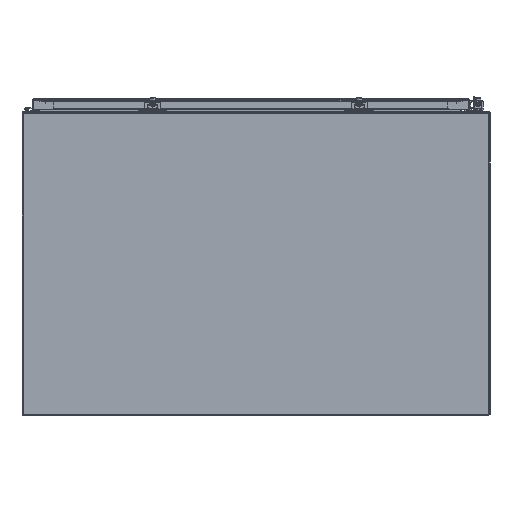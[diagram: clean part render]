
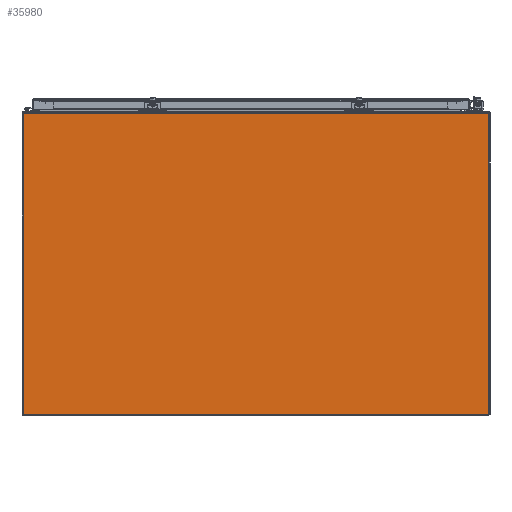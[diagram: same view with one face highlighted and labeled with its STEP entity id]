
A CAD part, front view. The second image highlights one B-rep face of the part: STEP entity #35980.
In plain terms, the highlighted face is planar.
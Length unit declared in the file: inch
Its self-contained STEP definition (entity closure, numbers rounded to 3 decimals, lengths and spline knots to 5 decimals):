
#3099 = AXIS2_PLACEMENT_3D ( 'NONE', #64391, #30896, #69987 ) ;
#6987 = VECTOR ( 'NONE', #10214, 39.37008 ) ;
#10214 = DIRECTION ( 'NONE',  ( 1., 0., 0. ) ) ;
#16777 = VERTEX_POINT ( 'NONE', #54224 ) ;
#19769 = EDGE_CURVE ( 'NONE', #58993, #62948, #49066, .T. ) ;
#20261 = EDGE_CURVE ( 'NONE', #62948, #16777, #61287, .T. ) ;
#21752 = EDGE_LOOP ( 'NONE', ( #50661, #53766, #57421, #58056 ) ) ;
#21791 = LINE ( 'NONE', #37506, #6987 ) ;
#25310 = PLANE ( 'NONE',  #3099 ) ;
#26625 = CARTESIAN_POINT ( 'NONE',  ( -18.4688, -12.01565, 0.0937 ) ) ;
#27347 = VECTOR ( 'NONE', #65559, 39.37008 ) ;
#28243 = CARTESIAN_POINT ( 'NONE',  ( 18.4688, 12.01565, 0.0937 ) ) ;
#29119 = DIRECTION ( 'NONE',  ( 0., -1., 0. ) ) ;
#29725 = CARTESIAN_POINT ( 'NONE',  ( 18.4688, 12.01565, 0.0937 ) ) ;
#30896 = DIRECTION ( 'NONE',  ( 0., 0., 1. ) ) ;
#34251 = VECTOR ( 'NONE', #46032, 39.37008 ) ;
#35980 = ADVANCED_FACE ( 'NONE', ( #52719 ), #25310, .T. ) ;
#36133 = CARTESIAN_POINT ( 'NONE',  ( -18.4688, -11.8907, 0.0937 ) ) ;
#37506 = CARTESIAN_POINT ( 'NONE',  ( -9.2344, -11.8907, 0.0937 ) ) ;
#45300 = CARTESIAN_POINT ( 'NONE',  ( -18.4688, 12.01565, 0.0937 ) ) ;
#46032 = DIRECTION ( 'NONE',  ( 1., 0., 0. ) ) ;
#47293 = CARTESIAN_POINT ( 'NONE',  ( -18.4688, 12.01565, 0.0937 ) ) ;
#49066 = LINE ( 'NONE', #47293, #34251 ) ;
#50661 = ORIENTED_EDGE ( 'NONE', *, *, #68888, .T. ) ;
#51092 = VERTEX_POINT ( 'NONE', #36133 ) ;
#52719 = FACE_OUTER_BOUND ( 'NONE', #21752, .T. ) ;
#53766 = ORIENTED_EDGE ( 'NONE', *, *, #20261, .F. ) ;
#54224 = CARTESIAN_POINT ( 'NONE',  ( 18.4688, -11.8907, 0.0937 ) ) ;
#57421 = ORIENTED_EDGE ( 'NONE', *, *, #19769, .F. ) ;
#58056 = ORIENTED_EDGE ( 'NONE', *, *, #69961, .F. ) ;
#58993 = VERTEX_POINT ( 'NONE', #45300 ) ;
#61287 = LINE ( 'NONE', #29725, #67412 ) ;
#62948 = VERTEX_POINT ( 'NONE', #28243 ) ;
#64391 = CARTESIAN_POINT ( 'NONE',  ( 0., 0., 0.0937 ) ) ;
#65559 = DIRECTION ( 'NONE',  ( 0., 1., 0. ) ) ;
#67412 = VECTOR ( 'NONE', #29119, 39.37008 ) ;
#68888 = EDGE_CURVE ( 'NONE', #51092, #16777, #21791, .T. ) ;
#69961 = EDGE_CURVE ( 'NONE', #51092, #58993, #70002, .T. ) ;
#69987 = DIRECTION ( 'NONE',  ( 1., 0., 0. ) ) ;
#70002 = LINE ( 'NONE', #26625, #27347 ) ;
